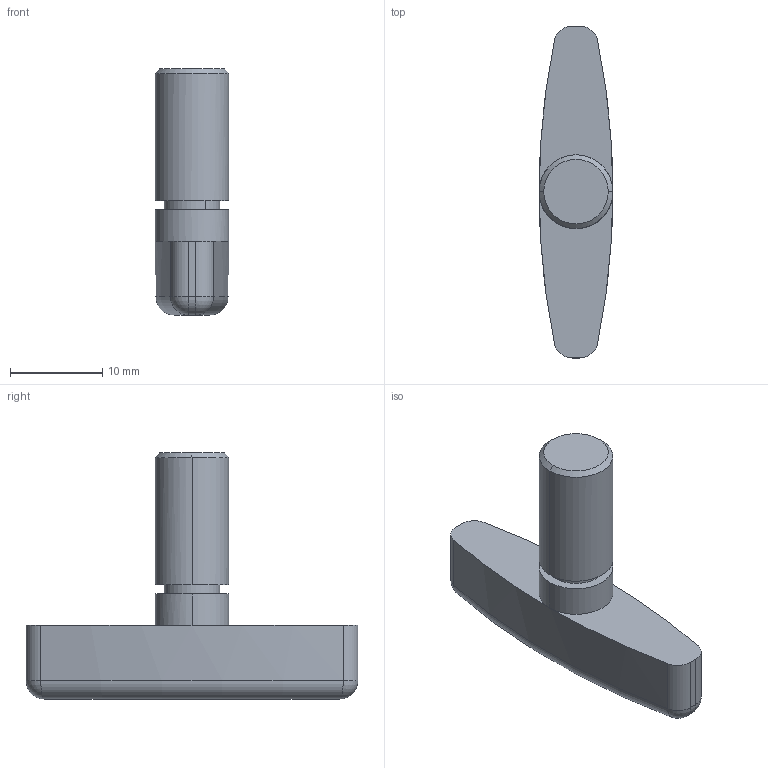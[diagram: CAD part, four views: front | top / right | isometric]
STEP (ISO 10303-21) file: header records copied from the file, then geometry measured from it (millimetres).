
FILE_DESCRIPTION(('CATIA V5 STEP Exchange'),'2;1');
FILE_NAME('Bouton a visser.stp','2022-11-25T13:59:54+00:00',('none'),('none'),'CATIA Version 5 Release 20 GA (IN-10)','CATIA V5 STEP AP203','none');
FILE_SCHEMA(('CONFIG_CONTROL_DESIGN'));
Length unit declared in the file: millimetre
Products named in the file (1): Bouton a visser
Bounding box: 8 x 36 x 26.7 mm (x, y, z)
Volume: 2755.3 mm3; surface area: 1535.4 mm2
Topology: 1 solids, 1 shells, 30 faces, 70 edges, 42 vertices
Faces by surface type: cylinder 14, plane 8, sphere 4, torus 2, cone 2
Entity records: 814 total; most frequent: CARTESIAN_POINT 135, ORIENTED_EDGE 128, DIRECTION 116, AXIS2_PLACEMENT_3D 70, EDGE_CURVE 64, CIRCLE 44, VERTEX_POINT 38, EDGE_LOOP 32
